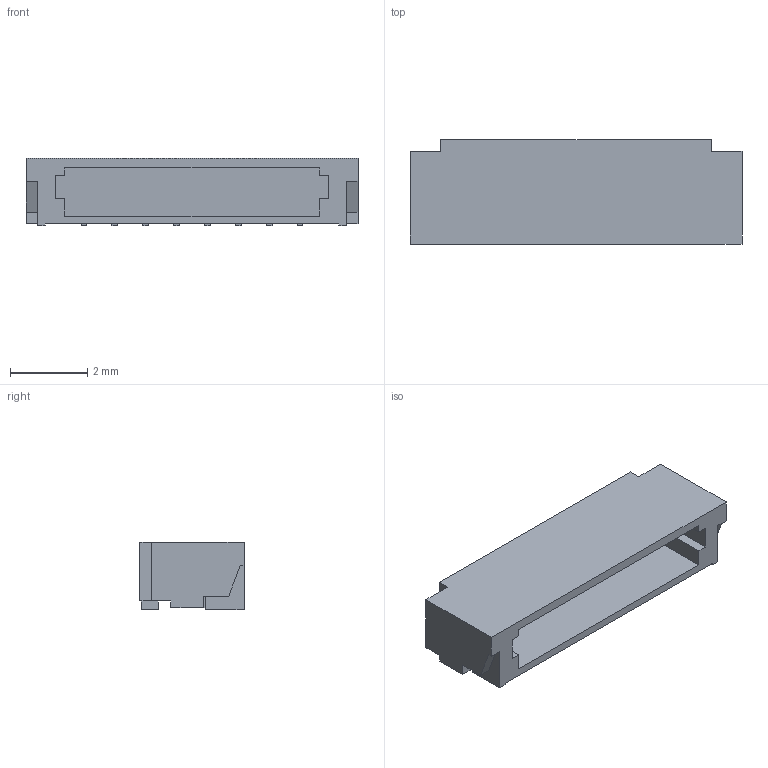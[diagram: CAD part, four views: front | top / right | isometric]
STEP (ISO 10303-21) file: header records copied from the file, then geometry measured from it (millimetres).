
FILE_DESCRIPTION (( 'STEP AP214' ), '1' );
FILE_NAME ('JST_SM08B-SURS-TF.STEP', '2023-04-03T19:37:25', ( '' ), ( '' ), 'SwSTEP 2.0', 'SolidWorks 2023', '' );
FILE_SCHEMA (( 'AUTOMOTIVE_DESIGN' ));
Length unit declared in the file: millimetre
Products named in the file (1): JST_SM08B-SURS-TF
Bounding box: 8.6 x 2.7 x 1.75 mm (x, y, z)
Volume: 22.8 mm3; surface area: 114.5 mm2
Topology: 1 solids, 1 shells, 83 faces, 214 edges, 142 vertices
Faces by surface type: plane 83
Entity records: 2495 total; most frequent: CARTESIAN_POINT 440, ORIENTED_EDGE 428, DIRECTION 382, VECTOR 214, EDGE_CURVE 214, LINE 214, VERTEX_POINT 142, EDGE_LOOP 92
